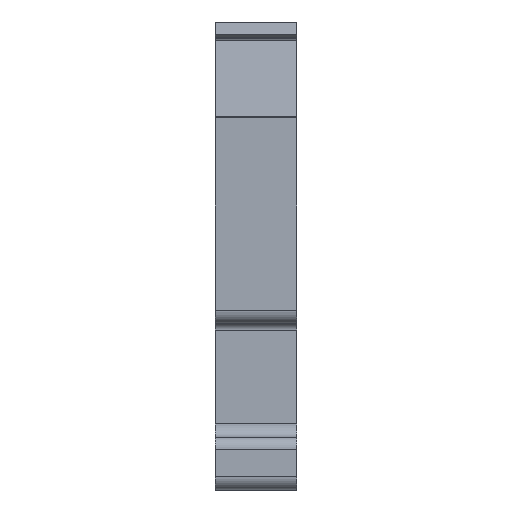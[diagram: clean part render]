
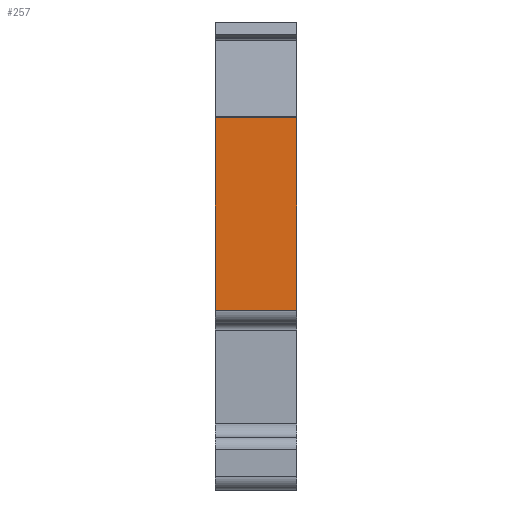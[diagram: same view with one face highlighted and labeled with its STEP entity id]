
A CAD part, left-side view. The second image highlights one B-rep face of the part: STEP entity #257.
In plain terms, the highlighted planar face has unit normal (-1, 0, 0).
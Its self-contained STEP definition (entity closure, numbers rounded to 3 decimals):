
#257 = ADVANCED_FACE( '', ( #594 ), #595, .F. );
#594 = FACE_OUTER_BOUND( '', #1008, .T. );
#595 = PLANE( '', #1009 );
#1008 = EDGE_LOOP( '', ( #1772, #1773, #1774, #1775 ) );
#1009 = AXIS2_PLACEMENT_3D( '', #1776, #1777, #1778 );
#1772 = ORIENTED_EDGE( '', *, *, #2889, .T. );
#1773 = ORIENTED_EDGE( '', *, *, #2790, .F. );
#1774 = ORIENTED_EDGE( '', *, *, #2641, .F. );
#1775 = ORIENTED_EDGE( '', *, *, #2890, .T. );
#1776 = CARTESIAN_POINT( '', ( -28.05, 0., -0.34 ) );
#1777 = DIRECTION( '', ( 1., 0., 0. ) );
#1778 = DIRECTION( '', ( 0., 1., 0. ) );
#2641 = EDGE_CURVE( '', #3208, #3210, #3211, .F. );
#2790 = EDGE_CURVE( '', #3210, #3472, #3473, .F. );
#2889 = EDGE_CURVE( '', #3622, #3472, #3623, .T. );
#2890 = EDGE_CURVE( '', #3208, #3622, #3624, .T. );
#3208 = VERTEX_POINT( '', #4028 );
#3210 = VERTEX_POINT( '', #4030 );
#3211 = LINE( '', #4031, #4032 );
#3472 = VERTEX_POINT( '', #4390 );
#3473 = LINE( '', #4391, #4392 );
#3622 = VERTEX_POINT( '', #4607 );
#3623 = LINE( '', #4608, #4609 );
#3624 = LINE( '', #4610, #4611 );
#4028 = CARTESIAN_POINT( '', ( -28.05, 0., -4.775 ) );
#4030 = CARTESIAN_POINT( '', ( -28.05, 0., 9.776 ) );
#4031 = CARTESIAN_POINT( '', ( -28.05, 0., -8.469 ) );
#4032 = VECTOR( '', #5062, 1000. );
#4390 = CARTESIAN_POINT( '', ( -28.05, -6.15, 9.776 ) );
#4391 = CARTESIAN_POINT( '', ( -28.05, 0., 9.776 ) );
#4392 = VECTOR( '', #5256, 1000. );
#4607 = CARTESIAN_POINT( '', ( -28.05, -6.15, -4.775 ) );
#4608 = CARTESIAN_POINT( '', ( -28.05, -6.15, -0.34 ) );
#4609 = VECTOR( '', #5350, 1000. );
#4610 = CARTESIAN_POINT( '', ( -28.05, 0., -4.775 ) );
#4611 = VECTOR( '', #5351, 1000. );
#5062 = DIRECTION( '', ( 0., 0., -1. ) );
#5256 = DIRECTION( '', ( 0., 1., 0. ) );
#5350 = DIRECTION( '', ( 0., 0., 1. ) );
#5351 = DIRECTION( '', ( 0., -1., 0. ) );
